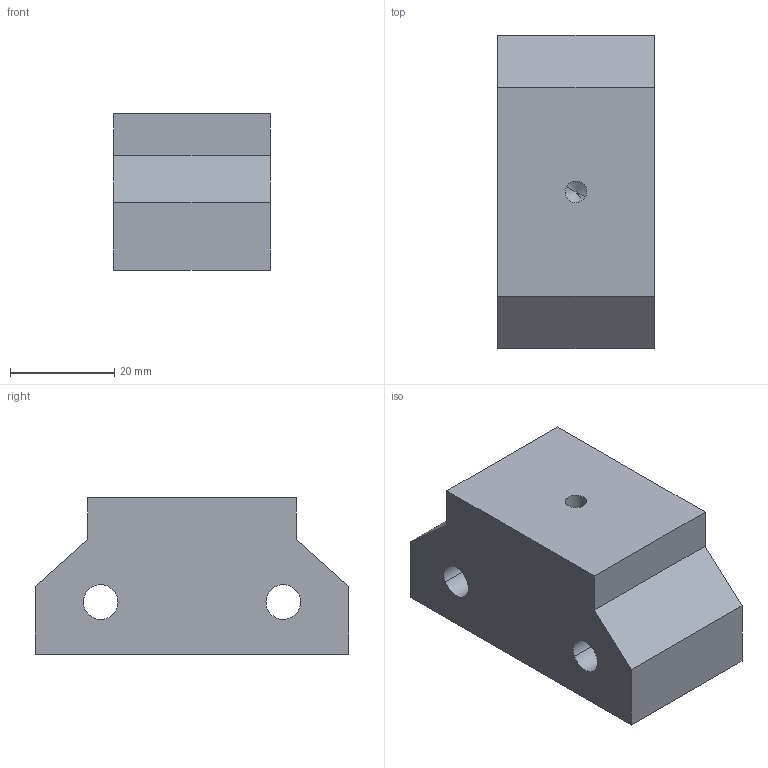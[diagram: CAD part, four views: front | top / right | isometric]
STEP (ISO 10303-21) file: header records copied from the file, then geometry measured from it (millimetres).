
FILE_DESCRIPTION(('CATIA V5 STEP Exchange'),'2;1');
FILE_NAME('02-14-0011.stp','2018-08-16T09:22:05+00:00',('none'),('none'),'Version 5-6 Release 2012','CATIA V5 STEP AP203','none');
FILE_SCHEMA(('CONFIG_CONTROL_DESIGN'));
Length unit declared in the file: millimetre
Products named in the file (1): 02-14-0011
Bounding box: 30 x 60 x 30 mm (x, y, z)
Volume: 44144.2 mm3; surface area: 9543.2 mm2
Topology: 1 solids, 1 shells, 18 faces, 46 edges, 29 vertices
Faces by surface type: plane 10, cylinder 6, cone 2
Entity records: 550 total; most frequent: CARTESIAN_POINT 88, ORIENTED_EDGE 88, DIRECTION 72, EDGE_CURVE 44, VECTOR 32, LINE 32, VERTEX_POINT 29, AXIS2_PLACEMENT_3D 27
